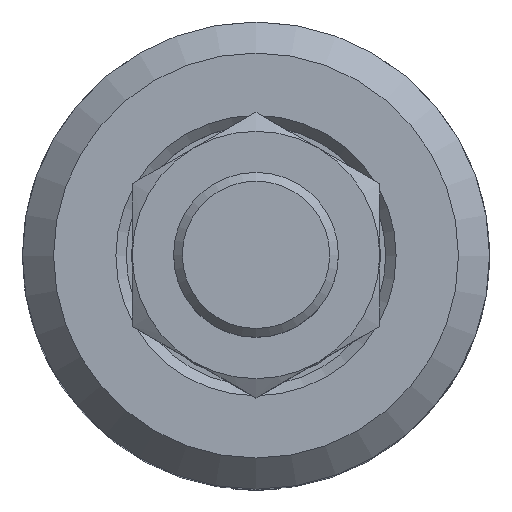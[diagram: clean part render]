
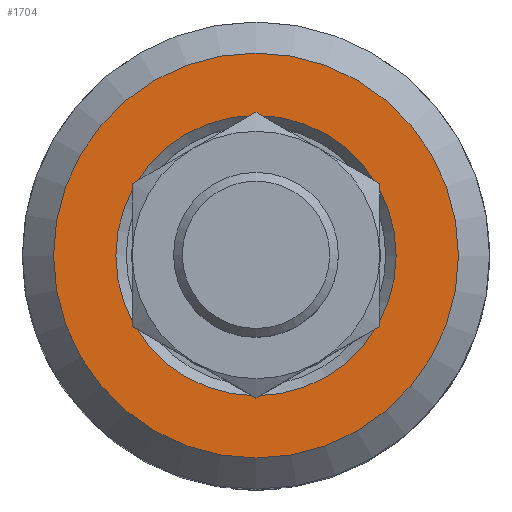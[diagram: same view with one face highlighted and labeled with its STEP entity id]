
A CAD part, top view. The second image highlights one B-rep face of the part: STEP entity #1704.
In plain terms, the highlighted planar face has unit normal (0, 0, 1).
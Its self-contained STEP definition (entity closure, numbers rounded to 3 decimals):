
#183=CIRCLE('',#1905,13.5);
#184=CIRCLE('',#1906,19.5);
#306=ORIENTED_EDGE('',*,*,#764,.T.);
#307=ORIENTED_EDGE('',*,*,#765,.F.);
#764=EDGE_CURVE('',#991,#991,#183,.T.);
#765=EDGE_CURVE('',#992,#992,#184,.T.);
#991=VERTEX_POINT('',#2734);
#992=VERTEX_POINT('',#2736);
#1306=EDGE_LOOP('',(#306));
#1307=EDGE_LOOP('',(#307));
#1482=FACE_BOUND('',#1306,.T.);
#1483=FACE_BOUND('',#1307,.T.);
#1653=PLANE('',#1904);
#1704=ADVANCED_FACE('',(#1482,#1483),#1653,.T.);
#1904=AXIS2_PLACEMENT_3D('',#2732,#2161,#2162);
#1905=AXIS2_PLACEMENT_3D('',#2733,#2163,#2164);
#1906=AXIS2_PLACEMENT_3D('',#2735,#2165,#2166);
#2161=DIRECTION('',(0.,0.,1.));
#2162=DIRECTION('',(1.,0.,0.));
#2163=DIRECTION('',(0.,0.,-1.));
#2164=DIRECTION('',(-1.,0.,0.));
#2165=DIRECTION('',(0.,0.,-1.));
#2166=DIRECTION('',(-1.,0.,0.));
#2732=CARTESIAN_POINT('',(0.,19.5,0.));
#2733=CARTESIAN_POINT('',(0.,0.,0.));
#2734=CARTESIAN_POINT('',(-13.5,0.,0.));
#2735=CARTESIAN_POINT('',(0.,0.,0.));
#2736=CARTESIAN_POINT('',(-19.5,0.,0.));
